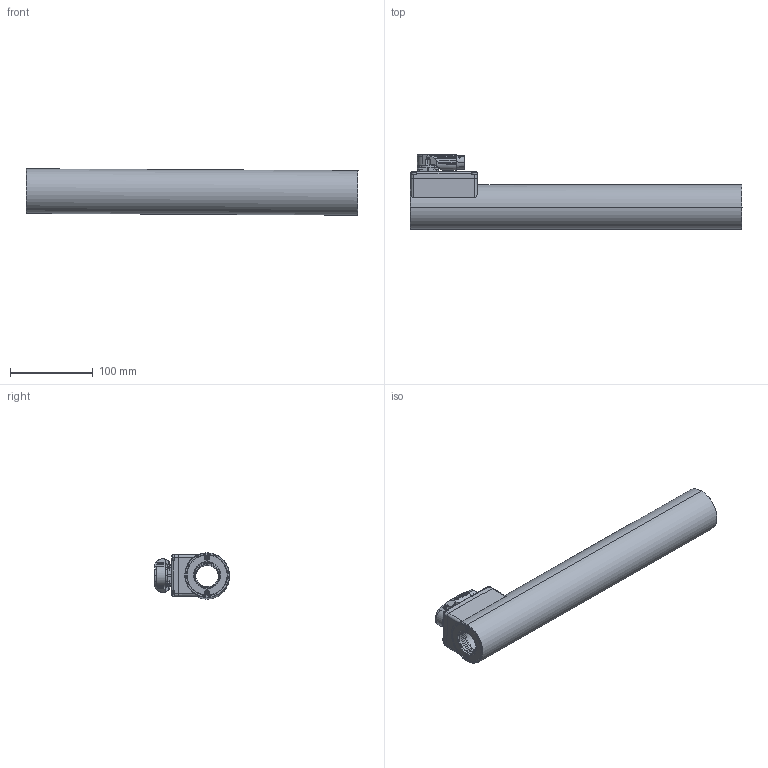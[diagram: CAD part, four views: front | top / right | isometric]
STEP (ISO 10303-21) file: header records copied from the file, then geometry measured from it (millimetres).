
FILE_DESCRIPTION (( 'STEP AP214' ), '1' );
FILE_NAME ('0186-0428_150717_PS10-54x300U-BL-TU....STEP', '2015-07-17T07:45:57', ( '' ), ( '' ), 'SwSTEP 2.0', 'SolidWorks 2014', '' );
FILE_SCHEMA (( 'AUTOMOTIVE_DESIGN' ));
Length unit declared in the file: millimetre
Products named in the file (8): M3x12_2_14; PS10-54x300; PS10k-AV54W; MC10-TUw!m_Top; PB10k-LH54x..._PB10k-LH54x300; PB10h-54x..._PB10h-54x300; 0186-0428_150717_PS10-54x300U-BL-TU...; PAW01-28-1
Assembly tree (13 placements, depth 3):
  0186-0428_150717_PS10-54x300U-BL-TU...
    PB10h-54x..._PB10h-54x300
      PB10k-LH54x..._PB10k-LH54x300  x2
      PS10k-AV54W  x2
      PAW01-28-1  x2
      M3x12_2_14  x4
    PS10-54x300
    MC10-TUw!m_Top
Bounding box: 402.28 x 90.6 x 56.18 mm (x, y, z)
Volume: 775366.4 mm3; surface area: 223632.8 mm2
Topology: 13 solids, 19 shells, 1466 faces, 3732 edges, 2356 vertices
Faces by surface type: cylinder 573, plane 367, cone 203, bspline 200, torus 114, sphere 9
Entity records: 56808 total; most frequent: CARTESIAN_POINT 18386, ORIENTED_EDGE 6068, DIRECTION 5006, EDGE_CURVE 3034, AXIS2_PLACEMENT_3D 1992, VERTEX_POINT 1960, EDGE_LOOP 1314, ADVANCED_FACE 1200
